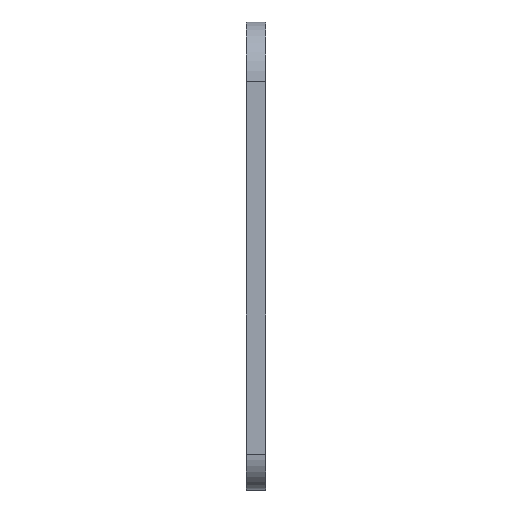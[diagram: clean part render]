
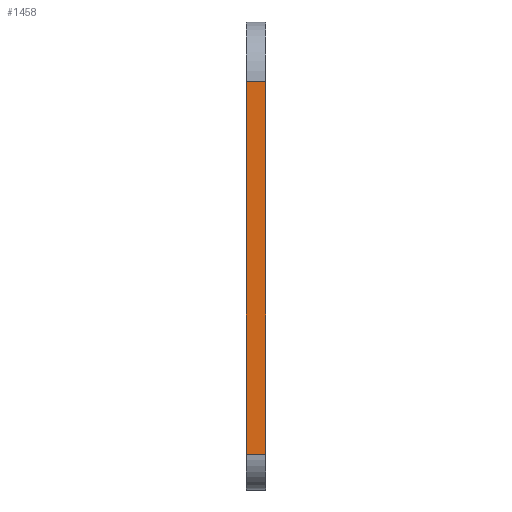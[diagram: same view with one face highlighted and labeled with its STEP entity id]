
A CAD part, left-side view. The second image highlights one B-rep face of the part: STEP entity #1458.
In plain terms, the highlighted planar face has unit normal (-1, 0, 0).
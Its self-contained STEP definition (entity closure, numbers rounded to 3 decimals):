
#92 = CARTESIAN_POINT ( 'NONE',  ( -387.5, 0., -191.751 ) ) ;
#144 = VERTEX_POINT ( 'NONE', #2049 ) ;
#213 = DIRECTION ( 'NONE',  ( 0., -1., 0. ) ) ;
#342 = DIRECTION ( 'NONE',  ( 0., 0., 1. ) ) ;
#414 = VECTOR ( 'NONE', #342, 1000. ) ;
#696 = FACE_OUTER_BOUND ( 'NONE', #1869, .T. ) ;
#700 = LINE ( 'NONE', #1047, #1191 ) ;
#835 = LINE ( 'NONE', #1176, #1887 ) ;
#855 = AXIS2_PLACEMENT_3D ( 'NONE', #1338, #1021, #1186 ) ;
#871 = EDGE_CURVE ( 'NONE', #144, #1992, #2095, .T. ) ;
#1021 = DIRECTION ( 'NONE',  ( 1., 0., 0. ) ) ;
#1034 = EDGE_CURVE ( 'NONE', #1858, #1992, #835, .T. ) ;
#1047 = CARTESIAN_POINT ( 'NONE',  ( -387.5, 5., -347.5 ) ) ;
#1128 = CARTESIAN_POINT ( 'NONE',  ( -387.5, 0., -302.5 ) ) ;
#1162 = PLANE ( 'NONE',  #855 ) ;
#1176 = CARTESIAN_POINT ( 'NONE',  ( -387.5, 5., -191.751 ) ) ;
#1186 = DIRECTION ( 'NONE',  ( 0., 0., -1. ) ) ;
#1191 = VECTOR ( 'NONE', #213, 1000. ) ;
#1295 = DIRECTION ( 'NONE',  ( 0., 0., -1. ) ) ;
#1325 = ORIENTED_EDGE ( 'NONE', *, *, #1642, .T. ) ;
#1338 = CARTESIAN_POINT ( 'NONE',  ( -387.5, 5., -302.5 ) ) ;
#1364 = EDGE_CURVE ( 'NONE', #1858, #1466, #1892, .T. ) ;
#1410 = ORIENTED_EDGE ( 'NONE', *, *, #1034, .F. ) ;
#1458 = ADVANCED_FACE ( 'NONE', ( #696 ), #1162, .F. ) ;
#1466 = VERTEX_POINT ( 'NONE', #1986 ) ;
#1480 = DIRECTION ( 'NONE',  ( 0., -1., 0. ) ) ;
#1593 = CARTESIAN_POINT ( 'NONE',  ( -387.5, 8., -304.451 ) ) ;
#1642 = EDGE_CURVE ( 'NONE', #1466, #144, #700, .T. ) ;
#1690 = CARTESIAN_POINT ( 'NONE',  ( -387.5, 8., -191.751 ) ) ;
#1783 = VECTOR ( 'NONE', #1295, 1000. ) ;
#1810 = ORIENTED_EDGE ( 'NONE', *, *, #1364, .T. ) ;
#1858 = VERTEX_POINT ( 'NONE', #1690 ) ;
#1869 = EDGE_LOOP ( 'NONE', ( #1956, #1410, #1810, #1325 ) ) ;
#1887 = VECTOR ( 'NONE', #1480, 1000. ) ;
#1892 = LINE ( 'NONE', #1593, #1783 ) ;
#1956 = ORIENTED_EDGE ( 'NONE', *, *, #871, .T. ) ;
#1986 = CARTESIAN_POINT ( 'NONE',  ( -387.5, 8., -347.5 ) ) ;
#1992 = VERTEX_POINT ( 'NONE', #92 ) ;
#2049 = CARTESIAN_POINT ( 'NONE',  ( -387.5, 0., -347.5 ) ) ;
#2095 = LINE ( 'NONE', #1128, #414 ) ;
